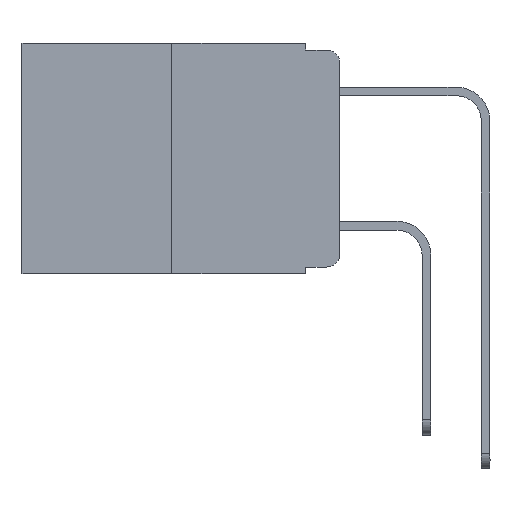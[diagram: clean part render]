
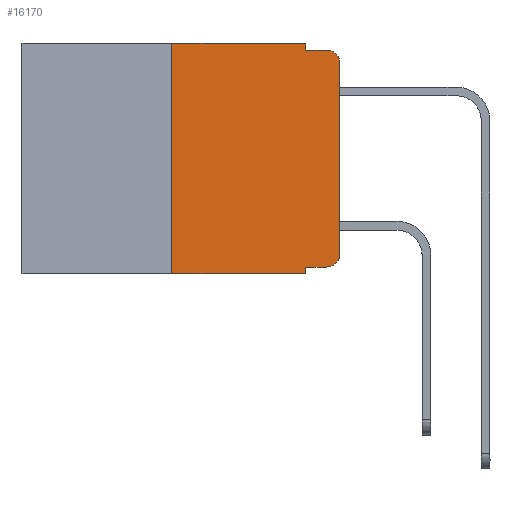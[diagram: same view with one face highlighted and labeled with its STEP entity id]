
A CAD part, left-side view. The second image highlights one B-rep face of the part: STEP entity #16170.
In plain terms, the highlighted planar face has unit normal (-1, 0, 0).
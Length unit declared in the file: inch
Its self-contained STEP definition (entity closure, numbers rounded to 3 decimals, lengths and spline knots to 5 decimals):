
#72 = EDGE_CURVE ( 'NONE', #8847, #21082, #21762, .T. ) ;
#336 = DIRECTION ( 'NONE',  ( -1., 0., 0. ) ) ;
#470 = ORIENTED_EDGE ( 'NONE', *, *, #9752, .T. ) ;
#547 = ORIENTED_EDGE ( 'NONE', *, *, #19981, .T. ) ;
#890 = DIRECTION ( 'NONE',  ( 0., 0., -1. ) ) ;
#1389 = LINE ( 'NONE', #6736, #7936 ) ;
#1534 = DIRECTION ( 'NONE',  ( 0., -1., 0. ) ) ;
#1632 = DIRECTION ( 'NONE',  ( -1., 0., 0. ) ) ;
#1753 = ORIENTED_EDGE ( 'NONE', *, *, #10681, .T. ) ;
#2763 = EDGE_CURVE ( 'NONE', #22926, #13441, #8892, .T. ) ;
#3228 = PLANE ( 'NONE',  #7357 ) ;
#3352 = DIRECTION ( 'NONE',  ( 1., 0., 0. ) ) ;
#3407 = LINE ( 'NONE', #12405, #16077 ) ;
#3653 = DIRECTION ( 'NONE',  ( 0., 0., 1. ) ) ;
#3688 = CARTESIAN_POINT ( 'NONE',  ( 0., 0., -0.313 ) ) ;
#4312 = DIRECTION ( 'NONE',  ( 0., 0., -1. ) ) ;
#4883 = CARTESIAN_POINT ( 'NONE',  ( 0., 0., -0.03 ) ) ;
#4930 = ORIENTED_EDGE ( 'NONE', *, *, #72, .F. ) ;
#5610 = DIRECTION ( 'NONE',  ( 0., 0., -1. ) ) ;
#6069 = VERTEX_POINT ( 'NONE', #14860 ) ;
#6546 = VECTOR ( 'NONE', #24274, 39.37008 ) ;
#6593 = VERTEX_POINT ( 'NONE', #16462 ) ;
#6736 = CARTESIAN_POINT ( 'NONE',  ( 0., 0.051, 0. ) ) ;
#7145 = ORIENTED_EDGE ( 'NONE', *, *, #2763, .F. ) ;
#7357 = AXIS2_PLACEMENT_3D ( 'NONE', #10594, #3352, #14601 ) ;
#7523 = AXIS2_PLACEMENT_3D ( 'NONE', #10489, #1632, #5610 ) ;
#7560 = AXIS2_PLACEMENT_3D ( 'NONE', #17458, #336, #4312 ) ;
#7745 = CARTESIAN_POINT ( 'NONE',  ( 0., 0.051, -0.343 ) ) ;
#7936 = VECTOR ( 'NONE', #14264, 39.37008 ) ;
#8218 = EDGE_CURVE ( 'NONE', #21082, #6069, #15636, .T. ) ;
#8363 = EDGE_CURVE ( 'NONE', #17280, #8488, #1389, .T. ) ;
#8376 = ORIENTED_EDGE ( 'NONE', *, *, #8480, .T. ) ;
#8480 = EDGE_CURVE ( 'NONE', #6593, #9339, #9124, .T. ) ;
#8488 = VERTEX_POINT ( 'NONE', #7745 ) ;
#8847 = VERTEX_POINT ( 'NONE', #22220 ) ;
#8892 = LINE ( 'NONE', #22277, #6546 ) ;
#9124 = CIRCLE ( 'NONE', #7523, 0.02 ) ;
#9339 = VERTEX_POINT ( 'NONE', #3688 ) ;
#9752 = EDGE_CURVE ( 'NONE', #9339, #15898, #12654, .T. ) ;
#9837 = ORIENTED_EDGE ( 'NONE', *, *, #12777, .F. ) ;
#10368 = CARTESIAN_POINT ( 'NONE',  ( 0., 0.051, -0.01 ) ) ;
#10489 = CARTESIAN_POINT ( 'NONE',  ( 0., 0.02, -0.313 ) ) ;
#10594 = CARTESIAN_POINT ( 'NONE',  ( 0., 0.473, 0. ) ) ;
#10681 = EDGE_CURVE ( 'NONE', #22926, #8488, #20442, .T. ) ;
#11010 = LINE ( 'NONE', #18640, #17168 ) ;
#11837 = EDGE_LOOP ( 'NONE', ( #470, #547, #21825, #4930, #9837, #7145, #1753, #17178, #15704, #8376 ) ) ;
#12405 = CARTESIAN_POINT ( 'NONE',  ( 0., 0.473, 0. ) ) ;
#12654 = LINE ( 'NONE', #16650, #23170 ) ;
#12727 = CARTESIAN_POINT ( 'NONE',  ( 0., 0.051, 0. ) ) ;
#12777 = EDGE_CURVE ( 'NONE', #13441, #8847, #3407, .T. ) ;
#13441 = VERTEX_POINT ( 'NONE', #22636 ) ;
#14264 = DIRECTION ( 'NONE',  ( 0., 0., -1. ) ) ;
#14601 = DIRECTION ( 'NONE',  ( 0., 0., -1. ) ) ;
#14860 = CARTESIAN_POINT ( 'NONE',  ( 0., 0.02, -0.01 ) ) ;
#15633 = CARTESIAN_POINT ( 'NONE',  ( 0., 0.25, -0.343 ) ) ;
#15636 = LINE ( 'NONE', #10368, #15918 ) ;
#15704 = ORIENTED_EDGE ( 'NONE', *, *, #20222, .T. ) ;
#15898 = VERTEX_POINT ( 'NONE', #4883 ) ;
#15918 = VECTOR ( 'NONE', #19396, 39.37008 ) ;
#16077 = VECTOR ( 'NONE', #22281, 39.37008 ) ;
#16170 = ADVANCED_FACE ( 'NONE', ( #24104 ), #3228, .F. ) ;
#16462 = CARTESIAN_POINT ( 'NONE',  ( 0., 0.02, -0.333 ) ) ;
#16650 = CARTESIAN_POINT ( 'NONE',  ( 0., 0., 0. ) ) ;
#16808 = VECTOR ( 'NONE', #17198, 39.37008 ) ;
#17168 = VECTOR ( 'NONE', #1534, 39.37008 ) ;
#17178 = ORIENTED_EDGE ( 'NONE', *, *, #8363, .F. ) ;
#17198 = DIRECTION ( 'NONE',  ( 0., -1., 0. ) ) ;
#17280 = VERTEX_POINT ( 'NONE', #24540 ) ;
#17458 = CARTESIAN_POINT ( 'NONE',  ( 0., 0.02, -0.03 ) ) ;
#18640 = CARTESIAN_POINT ( 'NONE',  ( 0., 0.051, -0.333 ) ) ;
#19396 = DIRECTION ( 'NONE',  ( 0., -1., 0. ) ) ;
#19531 = CIRCLE ( 'NONE', #7560, 0.02 ) ;
#19981 = EDGE_CURVE ( 'NONE', #15898, #6069, #19531, .T. ) ;
#20222 = EDGE_CURVE ( 'NONE', #17280, #6593, #11010, .T. ) ;
#20442 = LINE ( 'NONE', #22578, #16808 ) ;
#21082 = VERTEX_POINT ( 'NONE', #21166 ) ;
#21166 = CARTESIAN_POINT ( 'NONE',  ( 0., 0.051, -0.01 ) ) ;
#21762 = LINE ( 'NONE', #12727, #24126 ) ;
#21825 = ORIENTED_EDGE ( 'NONE', *, *, #8218, .F. ) ;
#22220 = CARTESIAN_POINT ( 'NONE',  ( 0., 0.051, 0. ) ) ;
#22277 = CARTESIAN_POINT ( 'NONE',  ( 0., 0.25, 0. ) ) ;
#22281 = DIRECTION ( 'NONE',  ( 0., -1., 0. ) ) ;
#22578 = CARTESIAN_POINT ( 'NONE',  ( 0., 0.473, -0.343 ) ) ;
#22636 = CARTESIAN_POINT ( 'NONE',  ( 0., 0.25, 0. ) ) ;
#22926 = VERTEX_POINT ( 'NONE', #15633 ) ;
#23170 = VECTOR ( 'NONE', #3653, 39.37008 ) ;
#24104 = FACE_OUTER_BOUND ( 'NONE', #11837, .T. ) ;
#24126 = VECTOR ( 'NONE', #890, 39.37008 ) ;
#24274 = DIRECTION ( 'NONE',  ( 0., 0., 1. ) ) ;
#24540 = CARTESIAN_POINT ( 'NONE',  ( 0., 0.051, -0.333 ) ) ;
